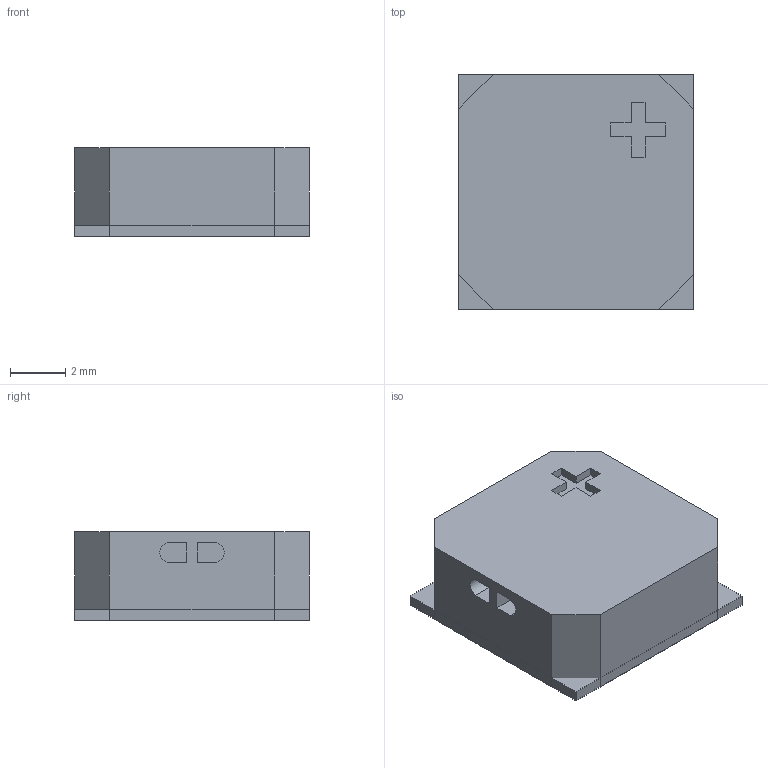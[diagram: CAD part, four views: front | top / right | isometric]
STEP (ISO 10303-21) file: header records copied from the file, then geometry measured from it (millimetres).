
FILE_DESCRIPTION(('FreeCAD Model'),'2;1');
FILE_NAME('KSSGJ4D20.step', '2020-12-02T22:05:26',('Author'),(''), 'Open CASCADE STEP processor 7.3','FreeCAD','Unknown');
FILE_SCHEMA(('AUTOMOTIVE_DESIGN { 1 0 10303 214 1 1 1 1 }'));
Length unit declared in the file: millimetre
Products named in the file (1): Compound
Bounding box: 8.5 x 8.5 x 3.2 mm (x, y, z)
Surface area: 404.3 mm2
Topology: 2 solids, 2 shells, 39 faces, 96 edges, 64 vertices
Faces by surface type: plane 37, cylinder 2
Entity records: 2677 total; most frequent: CARTESIAN_POINT 416, DIRECTION 368, LINE 280, VECTOR 280, ORIENTED_EDGE 192, PCURVE 192, DEFINITIONAL_REPRESENTATION 192, EDGE_CURVE 96
